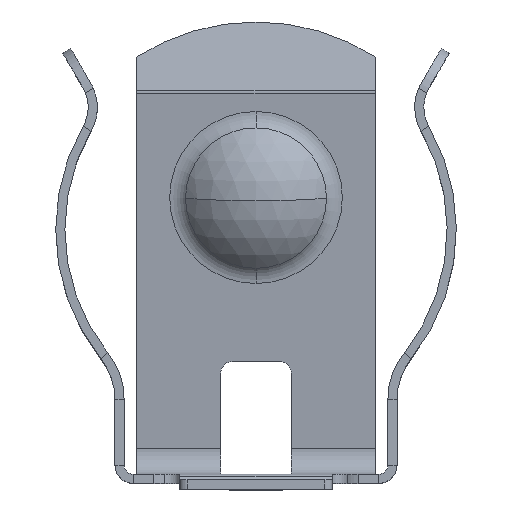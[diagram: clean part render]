
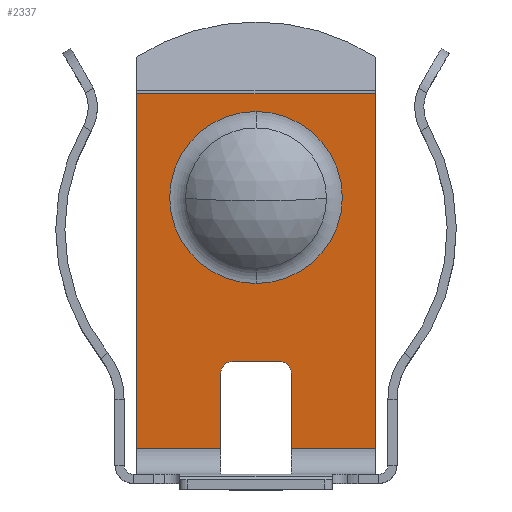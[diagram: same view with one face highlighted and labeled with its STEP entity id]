
A CAD part, top view. The second image highlights one B-rep face of the part: STEP entity #2337.
In plain terms, the highlighted planar face has unit normal (0, -0.087, 0.996).
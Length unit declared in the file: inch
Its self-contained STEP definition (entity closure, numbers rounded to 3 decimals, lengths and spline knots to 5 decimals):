
#1713 = CARTESIAN_POINT ( 'NONE',  ( -0.156, 0.4981, -0.08142 ) ) ;
#1721 = CARTESIAN_POINT ( 'NONE',  ( 0.156, 0.4981, -0.08142 ) ) ;
#1722 = DIRECTION ( 'NONE',  ( 1., 0., 0. ) ) ;
#1723 = VECTOR ( 'NONE', #1722, 39.37008 ) ;
#1724 = CARTESIAN_POINT ( 'NONE',  ( 0.156, 0.4981, -0.08142 ) ) ;
#1725 = LINE ( 'NONE', #1724, #1723 ) ;
#1964 = DIRECTION ( 'NONE',  ( -1., 0., 0. ) ) ;
#1965 = VECTOR ( 'NONE', #1964, 39.37008 ) ;
#1966 = CARTESIAN_POINT ( 'NONE',  ( 0.156, 0.03479, -0.12196 ) ) ;
#1967 = LINE ( 'NONE', #1966, #1965 ) ;
#1968 = CARTESIAN_POINT ( 'NONE',  ( 0.156, 0.03479, -0.12196 ) ) ;
#1985 = DIRECTION ( 'NONE',  ( 0., 0.996, 0.087 ) ) ;
#1986 = VECTOR ( 'NONE', #1985, 39.37008 ) ;
#1987 = CARTESIAN_POINT ( 'NONE',  ( 0.046, 0., -0.125 ) ) ;
#1988 = LINE ( 'NONE', #1987, #1986 ) ;
#1995 = CARTESIAN_POINT ( 'NONE',  ( -0.156, 0.03479, -0.12196 ) ) ;
#2011 = CARTESIAN_POINT ( 'NONE',  ( 0.046, 0.03479, -0.12196 ) ) ;
#2012 = CARTESIAN_POINT ( 'NONE',  ( 0.046, 0.133, -0.11336 ) ) ;
#2013 = DIRECTION ( 'NONE',  ( 0., -0.996, -0.087 ) ) ;
#2014 = VECTOR ( 'NONE', #2013, 39.37008 ) ;
#2015 = CARTESIAN_POINT ( 'NONE',  ( 0.156, 0., -0.125 ) ) ;
#2016 = LINE ( 'NONE', #2015, #2014 ) ;
#2017 = DIRECTION ( 'NONE',  ( 0., -0.996, -0.087 ) ) ;
#2018 = DIRECTION ( 'NONE',  ( 0., -0.087, 0.996 ) ) ;
#2019 = CARTESIAN_POINT ( 'NONE',  ( 0.156, 0., -0.125 ) ) ;
#2020 = AXIS2_PLACEMENT_3D ( 'NONE', #2019, #2018, #2017 ) ;
#2021 = PLANE ( 'NONE',  #2020 ) ;
#2022 = FACE_BOUND ( 'NONE', #2558, .T. ) ;
#2023 = FACE_OUTER_BOUND ( 'NONE', #2325, .T. ) ;
#2166 = VERTEX_POINT ( 'NONE', #1713 ) ;
#2199 = EDGE_CURVE ( 'NONE', #2166, #2201, #1725, .T. ) ;
#2201 = VERTEX_POINT ( 'NONE', #1721 ) ;
#2319 = VERTEX_POINT ( 'NONE', #1995 ) ;
#2320 = ORIENTED_EDGE ( 'NONE', *, *, #2333, .F. ) ;
#2321 = ORIENTED_EDGE ( 'NONE', *, *, #2199, .F. ) ;
#2323 = ORIENTED_EDGE ( 'NONE', *, *, #2327, .F. ) ;
#2325 = EDGE_LOOP ( 'NONE', ( #2323, #2320, #2326, #2321, #2335, #2679, #2378, #2350, #2379, #2582 ) ) ;
#2326 = ORIENTED_EDGE ( 'NONE', *, *, #2338, .F. ) ;
#2327 = EDGE_CURVE ( 'NONE', #2340, #2339, #1988, .T. ) ;
#2332 = VERTEX_POINT ( 'NONE', #1968 ) ;
#2333 = EDGE_CURVE ( 'NONE', #2332, #2340, #1967, .T. ) ;
#2335 = ORIENTED_EDGE ( 'NONE', *, *, #2353, .F. ) ;
#2337 = ADVANCED_FACE ( 'NONE', ( #2023, #2022 ), #2021, .T. ) ;
#2338 = EDGE_CURVE ( 'NONE', #2201, #2332, #2016, .T. ) ;
#2339 = VERTEX_POINT ( 'NONE', #2012 ) ;
#2340 = VERTEX_POINT ( 'NONE', #2011 ) ;
#2350 = ORIENTED_EDGE ( 'NONE', *, *, #2549, .F. ) ;
#2353 = EDGE_CURVE ( 'NONE', #2319, #2166, #2912, .T. ) ;
#2373 = EDGE_CURVE ( 'NONE', #2583, #2545, #2920, .T. ) ;
#2375 = EDGE_CURVE ( 'NONE', #2574, #2538, #2974, .T. ) ;
#2378 = ORIENTED_EDGE ( 'NONE', *, *, #2375, .F. ) ;
#2379 = ORIENTED_EDGE ( 'NONE', *, *, #2373, .F. ) ;
#2538 = VERTEX_POINT ( 'NONE', #3245 ) ;
#2542 = EDGE_CURVE ( 'NONE', #2538, #2319, #3276, .T. ) ;
#2545 = VERTEX_POINT ( 'NONE', #3270 ) ;
#2549 = EDGE_CURVE ( 'NONE', #2545, #2574, #3264, .T. ) ;
#2557 = ORIENTED_EDGE ( 'NONE', *, *, #2717, .F. ) ;
#2558 = EDGE_LOOP ( 'NONE', ( #2557, #2566 ) ) ;
#2566 = ORIENTED_EDGE ( 'NONE', *, *, #2567, .F. ) ;
#2567 = EDGE_CURVE ( 'NONE', #4088, #4104, #3284, .T. ) ;
#2574 = VERTEX_POINT ( 'NONE', #3318 ) ;
#2582 = ORIENTED_EDGE ( 'NONE', *, *, #2585, .F. ) ;
#2583 = VERTEX_POINT ( 'NONE', #3306 ) ;
#2585 = EDGE_CURVE ( 'NONE', #2339, #2583, #3304, .T. ) ;
#2679 = ORIENTED_EDGE ( 'NONE', *, *, #2542, .F. ) ;
#2717 = EDGE_CURVE ( 'NONE', #4104, #4088, #3541, .T. ) ;
#2909 = DIRECTION ( 'NONE',  ( 0., 0.996, 0.087 ) ) ;
#2910 = VECTOR ( 'NONE', #2909, 39.37008 ) ;
#2911 = CARTESIAN_POINT ( 'NONE',  ( -0.156, 0.4981, -0.08142 ) ) ;
#2912 = LINE ( 'NONE', #2911, #2910 ) ;
#2920 = LINE ( 'NONE', #2982, #2981 ) ;
#2971 = DIRECTION ( 'NONE',  ( 0., -0.996, -0.087 ) ) ;
#2972 = VECTOR ( 'NONE', #2971, 39.37008 ) ;
#2973 = CARTESIAN_POINT ( 'NONE',  ( -0.046, 0., -0.125 ) ) ;
#2974 = LINE ( 'NONE', #2973, #2972 ) ;
#2980 = DIRECTION ( 'NONE',  ( -1., 0., 0. ) ) ;
#2981 = VECTOR ( 'NONE', #2980, 39.37008 ) ;
#2982 = CARTESIAN_POINT ( 'NONE',  ( 0.156, 0.148, -0.11205 ) ) ;
#3245 = CARTESIAN_POINT ( 'NONE',  ( -0.046, 0.03479, -0.12196 ) ) ;
#3259 = CARTESIAN_POINT ( 'NONE',  ( -0.046, 0.133, -0.11336 ) ) ;
#3260 = CARTESIAN_POINT ( 'NONE',  ( -0.046, 0.14179, -0.1126 ) ) ;
#3261 = CARTESIAN_POINT ( 'NONE',  ( -0.03979, 0.148, -0.11205 ) ) ;
#3262 = CARTESIAN_POINT ( 'NONE',  ( -0.031, 0.148, -0.11205 ) ) ;
#3264 =( BOUNDED_CURVE ( )  B_SPLINE_CURVE ( 3, ( #3262, #3261, #3260, #3259 ),
 .UNSPECIFIED., .F., .T. ) 
 B_SPLINE_CURVE_WITH_KNOTS ( ( 4, 4 ),
 ( 0., 1.5708 ),
 .UNSPECIFIED. ) 
 CURVE ( )  GEOMETRIC_REPRESENTATION_ITEM ( )  RATIONAL_B_SPLINE_CURVE ( ( 1., 0.805, 0.805, 1. ) ) 
 REPRESENTATION_ITEM ( '' )  );
#3270 = CARTESIAN_POINT ( 'NONE',  ( -0.031, 0.148, -0.11205 ) ) ;
#3273 = DIRECTION ( 'NONE',  ( -1., 0., 0. ) ) ;
#3274 = VECTOR ( 'NONE', #3273, 39.37008 ) ;
#3275 = CARTESIAN_POINT ( 'NONE',  ( 0.156, 0.03479, -0.12196 ) ) ;
#3276 = LINE ( 'NONE', #3275, #3274 ) ;
#3280 = DIRECTION ( 'NONE',  ( 0., 0.996, 0.087 ) ) ;
#3281 = DIRECTION ( 'NONE',  ( 0., -0.087, 0.996 ) ) ;
#3282 = CARTESIAN_POINT ( 'NONE',  ( 0., 0.36251, -0.09328 ) ) ;
#3283 = AXIS2_PLACEMENT_3D ( 'NONE', #3282, #3281, #3280 ) ;
#3284 = CIRCLE ( 'NONE', #3283, 0.11288 ) ;
#3303 = CARTESIAN_POINT ( 'NONE',  ( 0.046, 0.133, -0.11336 ) ) ;
#3304 =( BOUNDED_CURVE ( )  B_SPLINE_CURVE ( 3, ( #3303, #3356, #3355, #3354 ),
 .UNSPECIFIED., .F., .T. ) 
 B_SPLINE_CURVE_WITH_KNOTS ( ( 4, 4 ),
 ( 4.71239, 6.28319 ),
 .UNSPECIFIED. ) 
 CURVE ( )  GEOMETRIC_REPRESENTATION_ITEM ( )  RATIONAL_B_SPLINE_CURVE ( ( 1., 0.805, 0.805, 1. ) ) 
 REPRESENTATION_ITEM ( '' )  );
#3306 = CARTESIAN_POINT ( 'NONE',  ( 0.031, 0.148, -0.11205 ) ) ;
#3318 = CARTESIAN_POINT ( 'NONE',  ( -0.046, 0.133, -0.11336 ) ) ;
#3354 = CARTESIAN_POINT ( 'NONE',  ( 0.031, 0.148, -0.11205 ) ) ;
#3355 = CARTESIAN_POINT ( 'NONE',  ( 0.03979, 0.148, -0.11205 ) ) ;
#3356 = CARTESIAN_POINT ( 'NONE',  ( 0.046, 0.14179, -0.1126 ) ) ;
#3537 = DIRECTION ( 'NONE',  ( 0., 0.996, 0.087 ) ) ;
#3538 = DIRECTION ( 'NONE',  ( 0., -0.087, 0.996 ) ) ;
#3539 = CARTESIAN_POINT ( 'NONE',  ( 0., 0.36251, -0.09328 ) ) ;
#3540 = AXIS2_PLACEMENT_3D ( 'NONE', #3539, #3538, #3537 ) ;
#3541 = CIRCLE ( 'NONE', #3540, 0.11288 ) ;
#3798 = CARTESIAN_POINT ( 'NONE',  ( 0., 0.25006, -0.10312 ) ) ;
#3882 = CARTESIAN_POINT ( 'NONE',  ( 0., 0.47496, -0.08345 ) ) ;
#4088 = VERTEX_POINT ( 'NONE', #3798 ) ;
#4104 = VERTEX_POINT ( 'NONE', #3882 ) ;
